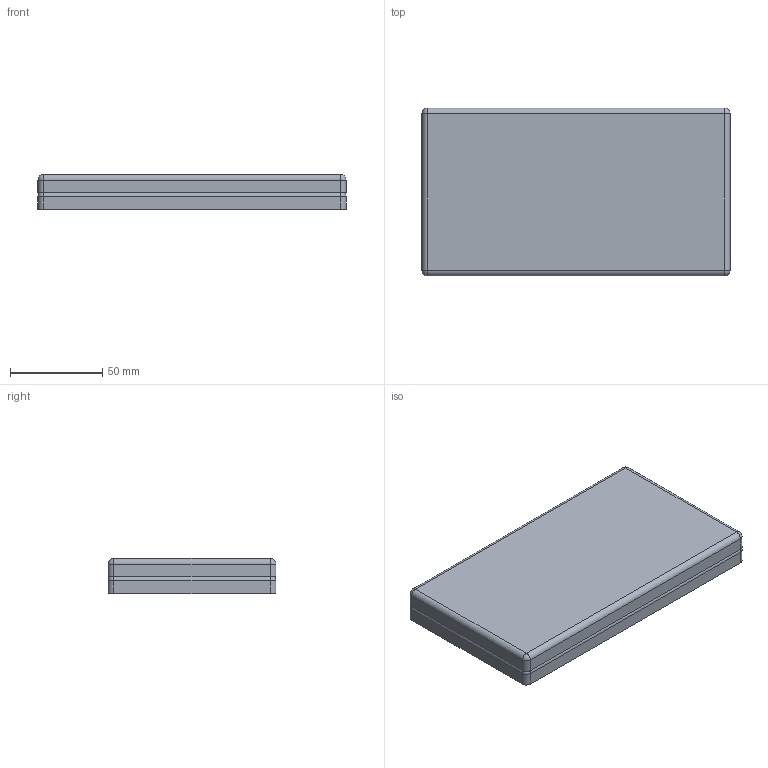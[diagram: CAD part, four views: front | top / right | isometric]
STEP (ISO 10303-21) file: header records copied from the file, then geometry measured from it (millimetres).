
FILE_DESCRIPTION(('FreeCAD Model'),'2;1');
FILE_NAME('Open CASCADE Shape Model','2026-03-01T16:09:02',('Author'),( ''),'Open CASCADE STEP processor 7.8','FreeCAD','Unknown');
FILE_SCHEMA(('AUTOMOTIVE_DESIGN { 1 0 10303 214 1 1 1 1 }'));
Length unit declared in the file: millimetre
Products named in the file (14): double_socket_cover; Extrude005; Body; Power Control Outline; Extrude; Extrude003; Extrude004; Pad 1; Thickness; Pocket; ShapeString; Sketch001; Sketch003; Sketch004
Assembly tree (13 placements, depth 2):
  double_socket_cover
    Extrude005
    Body
    Power Control Outline
    Extrude
    Extrude003
    Extrude004
    Pad 1
    Thickness
    Pocket
    ShapeString
    Sketch001
    Sketch003
    Sketch004
Bounding box: 167 x 91 x 19 mm (x, y, z)
Volume: 237868 mm3; surface area: 136646.1 mm2
Topology: 31 solids, 43 shells, 462 faces, 1320 edges, 959 vertices
Faces by surface type: plane 302, extrusion 112, cylinder 36, sphere 12
Entity records: 15750 total; most frequent: CARTESIAN_POINT 3619, ORIENTED_EDGE 2415, DIRECTION 1924, EDGE_CURVE 1296, VECTOR 1028, LINE 916, VERTEX_POINT 911, FACE_BOUND 493
